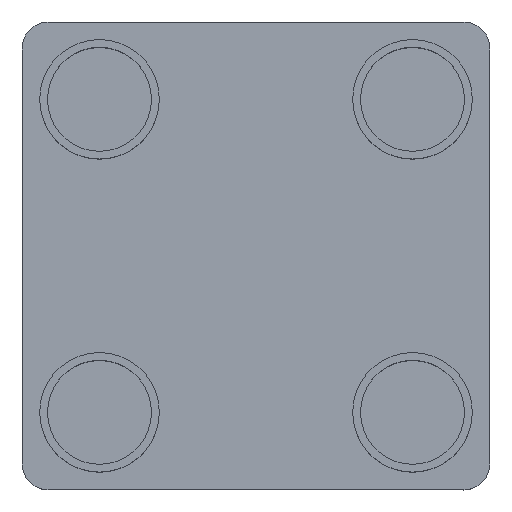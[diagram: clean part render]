
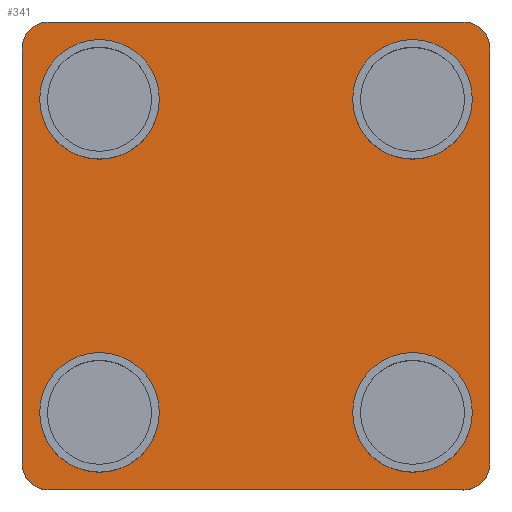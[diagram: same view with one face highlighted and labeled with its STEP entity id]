
A CAD part, top view. The second image highlights one B-rep face of the part: STEP entity #341.
In plain terms, the highlighted planar face has unit normal (0, 0, 1).
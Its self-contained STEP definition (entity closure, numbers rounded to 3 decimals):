
#15=FACE_BOUND('',#80,.T.);
#16=FACE_BOUND('',#81,.T.);
#17=FACE_BOUND('',#82,.T.);
#18=FACE_BOUND('',#83,.T.);
#35=PLANE('',#377);
#53=FACE_OUTER_BOUND('',#79,.T.);
#79=EDGE_LOOP('',(#273,#274,#275,#276,#277,#278,#279,#280));
#80=EDGE_LOOP('',(#281));
#81=EDGE_LOOP('',(#282));
#82=EDGE_LOOP('',(#283));
#83=EDGE_LOOP('',(#284));
#114=CIRCLE('',#363,2.5);
#116=CIRCLE('',#367,2.5);
#118=CIRCLE('',#371,2.5);
#120=CIRCLE('',#375,2.5);
#121=CIRCLE('',#378,5.75);
#122=CIRCLE('',#379,5.75);
#123=CIRCLE('',#380,5.75);
#124=CIRCLE('',#381,5.75);
#141=LINE('',#544,#157);
#145=LINE('',#556,#161);
#149=LINE('',#568,#165);
#152=LINE('',#577,#168);
#157=VECTOR('',#425,40.);
#161=VECTOR('',#437,40.);
#165=VECTOR('',#449,40.);
#168=VECTOR('',#460,40.);
#169=VERTEX_POINT('',#531);
#172=VERTEX_POINT('',#536);
#174=VERTEX_POINT('',#542);
#176=VERTEX_POINT('',#548);
#178=VERTEX_POINT('',#554);
#180=VERTEX_POINT('',#560);
#182=VERTEX_POINT('',#566);
#184=VERTEX_POINT('',#572);
#185=VERTEX_POINT('',#579);
#186=VERTEX_POINT('',#581);
#187=VERTEX_POINT('',#583);
#188=VERTEX_POINT('',#585);
#204=EDGE_CURVE('',#169,#172,#114,.T.);
#207=EDGE_CURVE('',#172,#174,#141,.T.);
#210=EDGE_CURVE('',#174,#176,#116,.T.);
#213=EDGE_CURVE('',#176,#178,#145,.T.);
#216=EDGE_CURVE('',#178,#180,#118,.T.);
#219=EDGE_CURVE('',#180,#182,#149,.T.);
#222=EDGE_CURVE('',#182,#184,#120,.T.);
#224=EDGE_CURVE('',#184,#169,#152,.T.);
#225=EDGE_CURVE('',#185,#185,#121,.T.);
#226=EDGE_CURVE('',#186,#186,#122,.T.);
#227=EDGE_CURVE('',#187,#187,#123,.T.);
#228=EDGE_CURVE('',#188,#188,#124,.T.);
#273=ORIENTED_EDGE('',*,*,#204,.T.);
#274=ORIENTED_EDGE('',*,*,#207,.T.);
#275=ORIENTED_EDGE('',*,*,#210,.T.);
#276=ORIENTED_EDGE('',*,*,#213,.T.);
#277=ORIENTED_EDGE('',*,*,#216,.T.);
#278=ORIENTED_EDGE('',*,*,#219,.T.);
#279=ORIENTED_EDGE('',*,*,#222,.T.);
#280=ORIENTED_EDGE('',*,*,#224,.T.);
#281=ORIENTED_EDGE('',*,*,#225,.F.);
#282=ORIENTED_EDGE('',*,*,#226,.F.);
#283=ORIENTED_EDGE('',*,*,#227,.F.);
#284=ORIENTED_EDGE('',*,*,#228,.F.);
#341=ADVANCED_FACE('',(#53,#15,#16,#17,#18),#35,.T.);
#363=AXIS2_PLACEMENT_3D('',#538,#419,#420);
#367=AXIS2_PLACEMENT_3D('',#550,#431,#432);
#371=AXIS2_PLACEMENT_3D('',#562,#443,#444);
#375=AXIS2_PLACEMENT_3D('',#574,#455,#456);
#377=AXIS2_PLACEMENT_3D('',#578,#461,#462);
#378=AXIS2_PLACEMENT_3D('',#580,#463,#464);
#379=AXIS2_PLACEMENT_3D('',#582,#465,#466);
#380=AXIS2_PLACEMENT_3D('',#584,#467,#468);
#381=AXIS2_PLACEMENT_3D('',#586,#469,#470);
#419=DIRECTION('center_axis',(0.,0.,1.));
#420=DIRECTION('ref_axis',(1.,0.,0.));
#425=DIRECTION('',(1.,0.,0.));
#431=DIRECTION('center_axis',(0.,0.,1.));
#432=DIRECTION('ref_axis',(1.,0.,0.));
#437=DIRECTION('',(0.,1.,0.));
#443=DIRECTION('center_axis',(0.,0.,1.));
#444=DIRECTION('ref_axis',(1.,0.,0.));
#449=DIRECTION('',(-1.,0.,0.));
#455=DIRECTION('center_axis',(0.,0.,1.));
#456=DIRECTION('ref_axis',(1.,0.,0.));
#460=DIRECTION('',(0.,-1.,0.));
#461=DIRECTION('center_axis',(0.,0.,1.));
#462=DIRECTION('ref_axis',(1.,0.,0.));
#463=DIRECTION('center_axis',(0.,0.,1.));
#464=DIRECTION('ref_axis',(1.,0.,0.));
#465=DIRECTION('center_axis',(0.,0.,1.));
#466=DIRECTION('ref_axis',(1.,0.,0.));
#467=DIRECTION('center_axis',(0.,0.,1.));
#468=DIRECTION('ref_axis',(1.,0.,0.));
#469=DIRECTION('center_axis',(0.,0.,1.));
#470=DIRECTION('ref_axis',(1.,0.,0.));
#531=CARTESIAN_POINT('',(0.,-20.,0.));
#536=CARTESIAN_POINT('',(2.5,-22.5,0.));
#538=CARTESIAN_POINT('Origin',(2.5,-20.,0.));
#542=CARTESIAN_POINT('',(42.5,-22.5,0.));
#544=CARTESIAN_POINT('',(2.5,-22.5,0.));
#548=CARTESIAN_POINT('',(45.,-20.,0.));
#550=CARTESIAN_POINT('Origin',(42.5,-20.,0.));
#554=CARTESIAN_POINT('',(45.,20.,0.));
#556=CARTESIAN_POINT('',(45.,-20.,0.));
#560=CARTESIAN_POINT('',(42.5,22.5,0.));
#562=CARTESIAN_POINT('Origin',(42.5,20.,0.));
#566=CARTESIAN_POINT('',(2.5,22.5,0.));
#568=CARTESIAN_POINT('',(42.5,22.5,0.));
#572=CARTESIAN_POINT('',(0.,20.,0.));
#574=CARTESIAN_POINT('Origin',(2.5,20.,0.));
#577=CARTESIAN_POINT('',(0.,20.,0.));
#578=CARTESIAN_POINT('Origin',(-4.5,-27.,0.));
#579=CARTESIAN_POINT('',(31.8,-15.05,0.));
#580=CARTESIAN_POINT('Origin',(37.55,-15.05,0.));
#581=CARTESIAN_POINT('',(1.7,-15.05,0.));
#582=CARTESIAN_POINT('Origin',(7.45,-15.05,0.));
#583=CARTESIAN_POINT('',(1.7,15.05,0.));
#584=CARTESIAN_POINT('Origin',(7.45,15.05,0.));
#585=CARTESIAN_POINT('',(31.8,15.05,0.));
#586=CARTESIAN_POINT('Origin',(37.55,15.05,0.));
